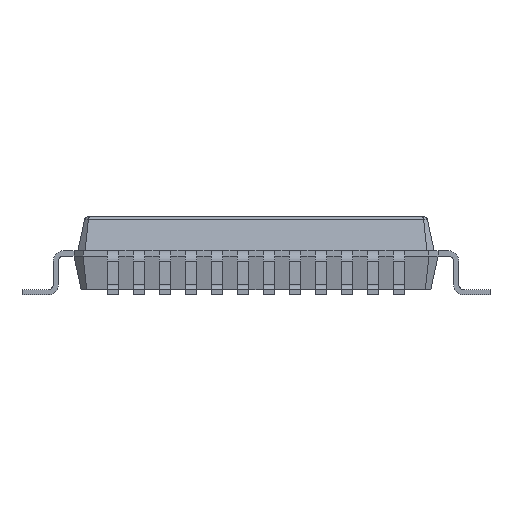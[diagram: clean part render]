
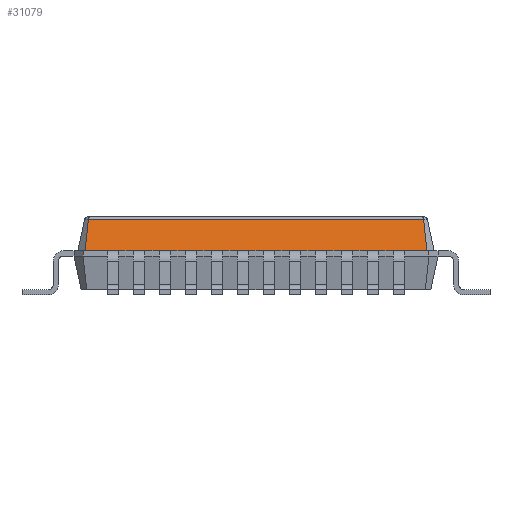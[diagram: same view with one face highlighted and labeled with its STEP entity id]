
A CAD part, left-side view. The second image highlights one B-rep face of the part: STEP entity #31079.
In plain terms, the highlighted planar face has unit normal (-0.978, 0, 0.208).
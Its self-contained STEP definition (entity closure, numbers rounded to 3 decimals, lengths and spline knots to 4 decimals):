
#2754=PLANE('',#32332);
#4872=FACE_OUTER_BOUND('',#6581,.T.);
#6581=EDGE_LOOP('',(#27193,#27194,#27195,#27196,#27197,#27198,#27199,#27200,
#27201,#27202,#27203,#27204,#27205,#27206,#27207,#27208,#27209,#27210,#27211,
#27212,#27213,#27214,#27215,#27216,#27217,#27218,#27219,#27220));
#8855=LINE('',#53866,#11880);
#9170=LINE('',#54506,#12195);
#9204=LINE('',#54588,#12229);
#9205=LINE('',#54590,#12230);
#9206=LINE('',#54592,#12231);
#9207=LINE('',#54594,#12232);
#9208=LINE('',#54596,#12233);
#9209=LINE('',#54598,#12234);
#9210=LINE('',#54600,#12235);
#9211=LINE('',#54602,#12236);
#9212=LINE('',#54604,#12237);
#9213=LINE('',#54606,#12238);
#9214=LINE('',#54608,#12239);
#9215=LINE('',#54610,#12240);
#9216=LINE('',#54612,#12241);
#9217=LINE('',#54614,#12242);
#9218=LINE('',#54616,#12243);
#9219=LINE('',#54618,#12244);
#9220=LINE('',#54620,#12245);
#9221=LINE('',#54622,#12246);
#9222=LINE('',#54624,#12247);
#9223=LINE('',#54626,#12248);
#9224=LINE('',#54628,#12249);
#9225=LINE('',#54630,#12250);
#9226=LINE('',#54632,#12251);
#9227=LINE('',#54634,#12252);
#9228=LINE('',#54636,#12253);
#9229=LINE('',#54637,#12254);
#11880=VECTOR('',#36035,10.);
#12195=VECTOR('',#36704,1.);
#12229=VECTOR('',#36762,1.);
#12230=VECTOR('',#36763,1.);
#12231=VECTOR('',#36764,1.);
#12232=VECTOR('',#36765,1.);
#12233=VECTOR('',#36766,1.);
#12234=VECTOR('',#36767,1.);
#12235=VECTOR('',#36768,1.);
#12236=VECTOR('',#36769,1.);
#12237=VECTOR('',#36770,1.);
#12238=VECTOR('',#36771,1.);
#12239=VECTOR('',#36772,1.);
#12240=VECTOR('',#36773,1.);
#12241=VECTOR('',#36774,1.);
#12242=VECTOR('',#36775,1.);
#12243=VECTOR('',#36776,1.);
#12244=VECTOR('',#36777,1.);
#12245=VECTOR('',#36778,1.);
#12246=VECTOR('',#36779,1.);
#12247=VECTOR('',#36780,1.);
#12248=VECTOR('',#36781,1.);
#12249=VECTOR('',#36782,1.);
#12250=VECTOR('',#36783,1.);
#12251=VECTOR('',#36784,1.);
#12252=VECTOR('',#36785,1.);
#12253=VECTOR('',#36786,10.);
#12254=VECTOR('',#36787,10.);
#15386=VERTEX_POINT('',#53848);
#15390=VERTEX_POINT('',#53865);
#15538=VERTEX_POINT('',#54504);
#15574=VERTEX_POINT('',#54587);
#15575=VERTEX_POINT('',#54589);
#15576=VERTEX_POINT('',#54591);
#15577=VERTEX_POINT('',#54593);
#15578=VERTEX_POINT('',#54595);
#15579=VERTEX_POINT('',#54597);
#15580=VERTEX_POINT('',#54599);
#15581=VERTEX_POINT('',#54601);
#15582=VERTEX_POINT('',#54603);
#15583=VERTEX_POINT('',#54605);
#15584=VERTEX_POINT('',#54607);
#15585=VERTEX_POINT('',#54609);
#15586=VERTEX_POINT('',#54611);
#15587=VERTEX_POINT('',#54613);
#15588=VERTEX_POINT('',#54615);
#15589=VERTEX_POINT('',#54617);
#15590=VERTEX_POINT('',#54619);
#15591=VERTEX_POINT('',#54621);
#15592=VERTEX_POINT('',#54623);
#15593=VERTEX_POINT('',#54625);
#15594=VERTEX_POINT('',#54627);
#15595=VERTEX_POINT('',#54629);
#15596=VERTEX_POINT('',#54631);
#15597=VERTEX_POINT('',#54633);
#15598=VERTEX_POINT('',#54635);
#19252=EDGE_CURVE('',#15386,#15390,#8855,.T.);
#19567=EDGE_CURVE('',#15538,#15386,#9170,.T.);
#19607=EDGE_CURVE('',#15574,#15538,#9204,.T.);
#19608=EDGE_CURVE('',#15575,#15574,#9205,.T.);
#19609=EDGE_CURVE('',#15576,#15575,#9206,.T.);
#19610=EDGE_CURVE('',#15577,#15576,#9207,.T.);
#19611=EDGE_CURVE('',#15578,#15577,#9208,.T.);
#19612=EDGE_CURVE('',#15579,#15578,#9209,.T.);
#19613=EDGE_CURVE('',#15580,#15579,#9210,.T.);
#19614=EDGE_CURVE('',#15581,#15580,#9211,.T.);
#19615=EDGE_CURVE('',#15582,#15581,#9212,.T.);
#19616=EDGE_CURVE('',#15583,#15582,#9213,.T.);
#19617=EDGE_CURVE('',#15584,#15583,#9214,.T.);
#19618=EDGE_CURVE('',#15585,#15584,#9215,.T.);
#19619=EDGE_CURVE('',#15586,#15585,#9216,.T.);
#19620=EDGE_CURVE('',#15587,#15586,#9217,.T.);
#19621=EDGE_CURVE('',#15588,#15587,#9218,.T.);
#19622=EDGE_CURVE('',#15589,#15588,#9219,.T.);
#19623=EDGE_CURVE('',#15590,#15589,#9220,.T.);
#19624=EDGE_CURVE('',#15591,#15590,#9221,.T.);
#19625=EDGE_CURVE('',#15592,#15591,#9222,.T.);
#19626=EDGE_CURVE('',#15593,#15592,#9223,.T.);
#19627=EDGE_CURVE('',#15594,#15593,#9224,.T.);
#19628=EDGE_CURVE('',#15595,#15594,#9225,.T.);
#19629=EDGE_CURVE('',#15596,#15595,#9226,.T.);
#19630=EDGE_CURVE('',#15597,#15596,#9227,.T.);
#19631=EDGE_CURVE('',#15597,#15598,#9228,.T.);
#19632=EDGE_CURVE('',#15598,#15390,#9229,.T.);
#27193=ORIENTED_EDGE('',*,*,#19252,.F.);
#27194=ORIENTED_EDGE('',*,*,#19567,.F.);
#27195=ORIENTED_EDGE('',*,*,#19607,.F.);
#27196=ORIENTED_EDGE('',*,*,#19608,.F.);
#27197=ORIENTED_EDGE('',*,*,#19609,.F.);
#27198=ORIENTED_EDGE('',*,*,#19610,.F.);
#27199=ORIENTED_EDGE('',*,*,#19611,.F.);
#27200=ORIENTED_EDGE('',*,*,#19612,.F.);
#27201=ORIENTED_EDGE('',*,*,#19613,.F.);
#27202=ORIENTED_EDGE('',*,*,#19614,.F.);
#27203=ORIENTED_EDGE('',*,*,#19615,.F.);
#27204=ORIENTED_EDGE('',*,*,#19616,.F.);
#27205=ORIENTED_EDGE('',*,*,#19617,.F.);
#27206=ORIENTED_EDGE('',*,*,#19618,.F.);
#27207=ORIENTED_EDGE('',*,*,#19619,.F.);
#27208=ORIENTED_EDGE('',*,*,#19620,.F.);
#27209=ORIENTED_EDGE('',*,*,#19621,.F.);
#27210=ORIENTED_EDGE('',*,*,#19622,.F.);
#27211=ORIENTED_EDGE('',*,*,#19623,.F.);
#27212=ORIENTED_EDGE('',*,*,#19624,.F.);
#27213=ORIENTED_EDGE('',*,*,#19625,.F.);
#27214=ORIENTED_EDGE('',*,*,#19626,.F.);
#27215=ORIENTED_EDGE('',*,*,#19627,.F.);
#27216=ORIENTED_EDGE('',*,*,#19628,.F.);
#27217=ORIENTED_EDGE('',*,*,#19629,.F.);
#27218=ORIENTED_EDGE('',*,*,#19630,.F.);
#27219=ORIENTED_EDGE('',*,*,#19631,.T.);
#27220=ORIENTED_EDGE('',*,*,#19632,.T.);
#31079=ADVANCED_FACE('',(#4872),#2754,.F.);
#32332=AXIS2_PLACEMENT_3D('',#54586,#36760,#36761);
#36035=DIRECTION('',(0.207,-0.103,0.973));
#36704=DIRECTION('',(0.,1.,0.));
#36760=DIRECTION('center_axis',(0.978,0.,-0.208));
#36761=DIRECTION('ref_axis',(-0.208,0.,-0.978));
#36762=DIRECTION('',(0.,1.,0.));
#36763=DIRECTION('',(0.,1.,0.));
#36764=DIRECTION('',(0.,1.,0.));
#36765=DIRECTION('',(0.,1.,0.));
#36766=DIRECTION('',(0.,1.,0.));
#36767=DIRECTION('',(0.,1.,0.));
#36768=DIRECTION('',(0.,1.,0.));
#36769=DIRECTION('',(0.,1.,0.));
#36770=DIRECTION('',(0.,1.,0.));
#36771=DIRECTION('',(0.,1.,0.));
#36772=DIRECTION('',(0.,1.,0.));
#36773=DIRECTION('',(0.,1.,0.));
#36774=DIRECTION('',(0.,1.,0.));
#36775=DIRECTION('',(0.,1.,0.));
#36776=DIRECTION('',(0.,1.,0.));
#36777=DIRECTION('',(0.,1.,0.));
#36778=DIRECTION('',(0.,1.,0.));
#36779=DIRECTION('',(0.,1.,0.));
#36780=DIRECTION('',(0.,1.,0.));
#36781=DIRECTION('',(0.,1.,0.));
#36782=DIRECTION('',(0.,1.,0.));
#36783=DIRECTION('',(0.,1.,0.));
#36784=DIRECTION('',(0.,1.,0.));
#36785=DIRECTION('',(0.,1.,0.));
#36786=DIRECTION('',(0.207,0.103,0.973));
#36787=DIRECTION('',(0.,1.,0.));
#53848=CARTESIAN_POINT('',(-3.425,3.2875,0.85));
#53865=CARTESIAN_POINT('',(-3.2952,3.2226,1.4607));
#53866=CARTESIAN_POINT('',(-3.425,3.2875,0.85));
#54504=CARTESIAN_POINT('',(-3.425,2.86,0.85));
#54506=CARTESIAN_POINT('',(-3.425,-3.2875,0.85));
#54586=CARTESIAN_POINT('Origin',(-3.425,0.,0.85));
#54587=CARTESIAN_POINT('',(-3.425,2.64,0.85));
#54588=CARTESIAN_POINT('',(-3.425,-3.2875,0.85));
#54589=CARTESIAN_POINT('',(-3.425,2.36,0.85));
#54590=CARTESIAN_POINT('',(-3.425,-3.2875,0.85));
#54591=CARTESIAN_POINT('',(-3.425,2.14,0.85));
#54592=CARTESIAN_POINT('',(-3.425,-3.2875,0.85));
#54593=CARTESIAN_POINT('',(-3.425,1.86,0.85));
#54594=CARTESIAN_POINT('',(-3.425,-3.2875,0.85));
#54595=CARTESIAN_POINT('',(-3.425,1.64,0.85));
#54596=CARTESIAN_POINT('',(-3.425,-3.2875,0.85));
#54597=CARTESIAN_POINT('',(-3.425,1.36,0.85));
#54598=CARTESIAN_POINT('',(-3.425,-3.2875,0.85));
#54599=CARTESIAN_POINT('',(-3.425,1.14,0.85));
#54600=CARTESIAN_POINT('',(-3.425,-3.2875,0.85));
#54601=CARTESIAN_POINT('',(-3.425,0.86,0.85));
#54602=CARTESIAN_POINT('',(-3.425,-3.2875,0.85));
#54603=CARTESIAN_POINT('',(-3.425,0.64,0.85));
#54604=CARTESIAN_POINT('',(-3.425,-3.2875,0.85));
#54605=CARTESIAN_POINT('',(-3.425,0.36,0.85));
#54606=CARTESIAN_POINT('',(-3.425,-3.2875,0.85));
#54607=CARTESIAN_POINT('',(-3.425,0.14,0.85));
#54608=CARTESIAN_POINT('',(-3.425,-3.2875,0.85));
#54609=CARTESIAN_POINT('',(-3.425,-0.14,0.85));
#54610=CARTESIAN_POINT('',(-3.425,-3.2875,0.85));
#54611=CARTESIAN_POINT('',(-3.425,-0.36,0.85));
#54612=CARTESIAN_POINT('',(-3.425,-3.2875,0.85));
#54613=CARTESIAN_POINT('',(-3.425,-0.64,0.85));
#54614=CARTESIAN_POINT('',(-3.425,-3.2875,0.85));
#54615=CARTESIAN_POINT('',(-3.425,-0.86,0.85));
#54616=CARTESIAN_POINT('',(-3.425,-3.2875,0.85));
#54617=CARTESIAN_POINT('',(-3.425,-1.14,0.85));
#54618=CARTESIAN_POINT('',(-3.425,-3.2875,0.85));
#54619=CARTESIAN_POINT('',(-3.425,-1.36,0.85));
#54620=CARTESIAN_POINT('',(-3.425,-3.2875,0.85));
#54621=CARTESIAN_POINT('',(-3.425,-1.64,0.85));
#54622=CARTESIAN_POINT('',(-3.425,-3.2875,0.85));
#54623=CARTESIAN_POINT('',(-3.425,-1.86,0.85));
#54624=CARTESIAN_POINT('',(-3.425,-3.2875,0.85));
#54625=CARTESIAN_POINT('',(-3.425,-2.14,0.85));
#54626=CARTESIAN_POINT('',(-3.425,-3.2875,0.85));
#54627=CARTESIAN_POINT('',(-3.425,-2.36,0.85));
#54628=CARTESIAN_POINT('',(-3.425,-3.2875,0.85));
#54629=CARTESIAN_POINT('',(-3.425,-2.64,0.85));
#54630=CARTESIAN_POINT('',(-3.425,-3.2875,0.85));
#54631=CARTESIAN_POINT('',(-3.425,-2.86,0.85));
#54632=CARTESIAN_POINT('',(-3.425,-3.2875,0.85));
#54633=CARTESIAN_POINT('',(-3.425,-3.2875,0.85));
#54634=CARTESIAN_POINT('',(-3.425,-3.2875,0.85));
#54635=CARTESIAN_POINT('',(-3.2952,-3.2226,1.4607));
#54636=CARTESIAN_POINT('',(-3.425,-3.2875,0.85));
#54637=CARTESIAN_POINT('',(-3.2953,-3.2226,1.4604));
